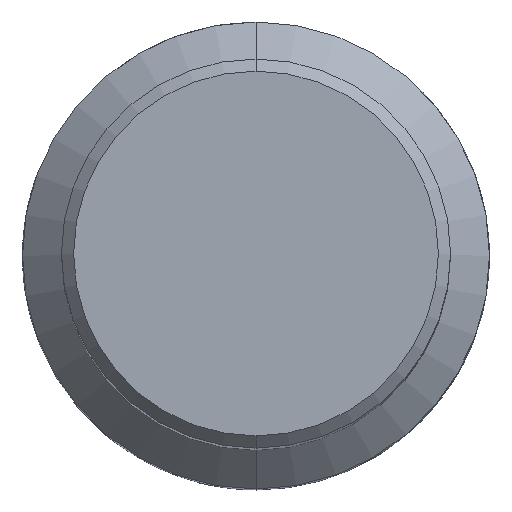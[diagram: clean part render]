
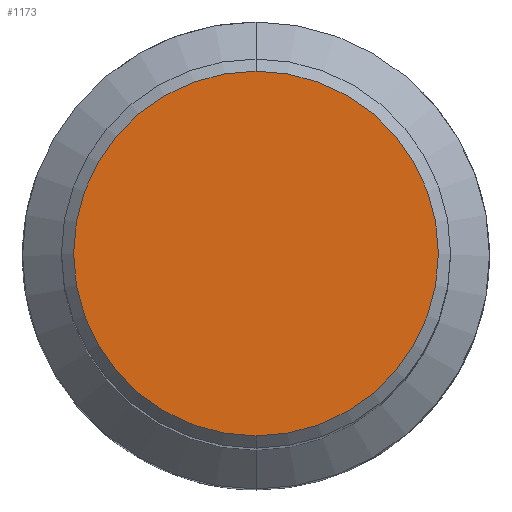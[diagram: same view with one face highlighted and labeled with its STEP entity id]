
A CAD part, top view. The second image highlights one B-rep face of the part: STEP entity #1173.
In plain terms, the highlighted planar face has unit normal (0, 0, 1).
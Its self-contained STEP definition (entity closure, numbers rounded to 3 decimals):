
#443=VERTEX_POINT('',#1282);
#537=VERTEX_POINT('',#1386);
#781=EDGE_CURVE('',#443,#537,#1658,.T.);
#1149=EDGE_CURVE('',#537,#443,#2049,.T.);
#1173=ADVANCED_FACE('',(#2074),#2075,.T.);
#1282=CARTESIAN_POINT('',(0.,-15.0,0.0));
#1386=CARTESIAN_POINT('',(0.0,15.0,0.0));
#1658=CIRCLE('',#2761,15.0);
#2049=CIRCLE('',#3606,15.0);
#2074=FACE_OUTER_BOUND('',#3657,.T.);
#2075=PLANE('',#3658);
#2761=AXIS2_PLACEMENT_3D('',#4358,#4359,#4360);
#3606=AXIS2_PLACEMENT_3D('',#4749,#4750,#4751);
#3657=EDGE_LOOP('',(#4769,#4770));
#3658=AXIS2_PLACEMENT_3D('',#4771,#4772,#4773);
#4358=CARTESIAN_POINT('',(0.0,0.0,0.0));
#4359=DIRECTION('',(0.0,0.0,-1.0));
#4360=DIRECTION('',(0.0,1.0,0.0));
#4749=CARTESIAN_POINT('',(0.0,0.0,0.0));
#4750=DIRECTION('',(0.0,0.0,-1.0));
#4751=DIRECTION('',(0.0,1.0,0.0));
#4769=ORIENTED_EDGE('',*,*,#1149,.F.);
#4770=ORIENTED_EDGE('',*,*,#781,.F.);
#4771=CARTESIAN_POINT('',(0.0,7.5,0.0));
#4772=DIRECTION('',(-0.0,0.0,1.0));
#4773=DIRECTION('',(0.0,-1.0,0.0));
